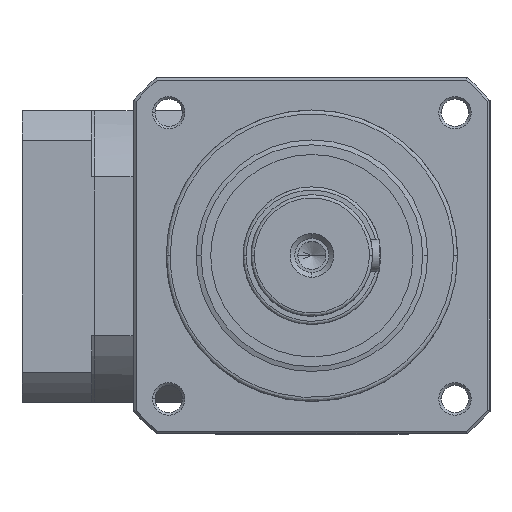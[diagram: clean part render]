
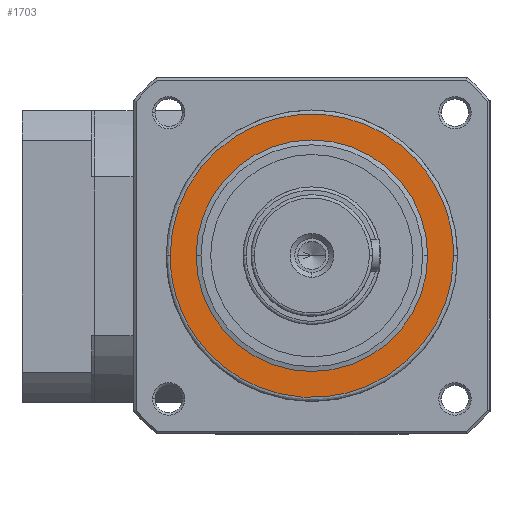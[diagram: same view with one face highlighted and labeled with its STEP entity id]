
A CAD part, top view. The second image highlights one B-rep face of the part: STEP entity #1703.
In plain terms, the highlighted planar face has unit normal (0, 0, 1).
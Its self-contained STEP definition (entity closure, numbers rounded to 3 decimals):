
#500 = EDGE_CURVE ( 'NONE', #11771, #15401, #7390, .T. ) ;
#877 = DIRECTION ( 'NONE',  ( -1., 0., 0. ) ) ;
#1282 = ORIENTED_EDGE ( 'NONE', *, *, #23774, .T. ) ;
#1703 = ADVANCED_FACE ( 'NONE', ( #2249, #18290 ), #6905, .T. ) ;
#2249 = FACE_OUTER_BOUND ( 'NONE', #9124, .T. ) ;
#2716 = CARTESIAN_POINT ( 'NONE',  ( -87.5, 0., 130. ) ) ;
#2985 = EDGE_CURVE ( 'NONE', #15401, #11771, #9558, .T. ) ;
#3530 = CARTESIAN_POINT ( 'NONE',  ( -71.5, 0., 130. ) ) ;
#4662 = DIRECTION ( 'NONE',  ( -1., 0., 0. ) ) ;
#4695 = DIRECTION ( 'NONE',  ( 0., 0., -1. ) ) ;
#4714 = CARTESIAN_POINT ( 'NONE',  ( 0., 0., 130. ) ) ;
#5758 = DIRECTION ( 'NONE',  ( 1., 0., 0. ) ) ;
#5855 = DIRECTION ( 'NONE',  ( 0., 0., 1. ) ) ;
#5967 = CARTESIAN_POINT ( 'NONE',  ( 0., 0., 130. ) ) ;
#6764 = CARTESIAN_POINT ( 'NONE',  ( 87.5, 0., 130. ) ) ;
#6905 = PLANE ( 'NONE',  #18829 ) ;
#6971 = CARTESIAN_POINT ( 'NONE',  ( -87.5, 0., 130. ) ) ;
#6989 = CARTESIAN_POINT ( 'NONE',  ( -87.5, 0., 130. ) ) ;
#7143 = CARTESIAN_POINT ( 'NONE',  ( -87.5, 175., 130. ) ) ;
#7164 = CARTESIAN_POINT ( 'NONE',  ( -87.5, -175., 130. ) ) ;
#7240 = CARTESIAN_POINT ( 'NONE',  ( 87.5, 175., 130. ) ) ;
#7291 = EDGE_LOOP ( 'NONE', ( #16697, #1282 ) ) ;
#7359 = CARTESIAN_POINT ( 'NONE',  ( 87.5, -175., 130. ) ) ;
#7390 =( BOUNDED_CURVE ( )  B_SPLINE_CURVE ( 3, ( #6971, #7143, #7240, #6764 ),
 .UNSPECIFIED., .F., .F. ) 
 B_SPLINE_CURVE_WITH_KNOTS ( ( 4, 4 ),
 ( 0.5, 1. ),
 .UNSPECIFIED. ) 
 CURVE ( )  GEOMETRIC_REPRESENTATION_ITEM ( )  RATIONAL_B_SPLINE_CURVE ( ( 1., 0.333, 0.333, 1. ) ) 
 REPRESENTATION_ITEM ( '' )  );
#7439 = CARTESIAN_POINT ( 'NONE',  ( 87.5, 0., 130. ) ) ;
#7667 = CARTESIAN_POINT ( 'NONE',  ( 71.5, 0., 130. ) ) ;
#8407 = EDGE_CURVE ( 'NONE', #16359, #9448, #20088, .T. ) ;
#9124 = EDGE_LOOP ( 'NONE', ( #21450, #19338 ) ) ;
#9448 = VERTEX_POINT ( 'NONE', #7667 ) ;
#9558 =( BOUNDED_CURVE ( )  B_SPLINE_CURVE ( 3, ( #7439, #7359, #7164, #6989 ),
 .UNSPECIFIED., .F., .F. ) 
 B_SPLINE_CURVE_WITH_KNOTS ( ( 4, 4 ),
 ( 0., 0.5 ),
 .UNSPECIFIED. ) 
 CURVE ( )  GEOMETRIC_REPRESENTATION_ITEM ( )  RATIONAL_B_SPLINE_CURVE ( ( 1., 0.333, 0.333, 1. ) ) 
 REPRESENTATION_ITEM ( '' )  );
#10642 = CARTESIAN_POINT ( 'NONE',  ( 87.5, 0., 130. ) ) ;
#11771 = VERTEX_POINT ( 'NONE', #2716 ) ;
#13446 = DIRECTION ( 'NONE',  ( 0., 0., -1. ) ) ;
#15401 = VERTEX_POINT ( 'NONE', #10642 ) ;
#16359 = VERTEX_POINT ( 'NONE', #3530 ) ;
#16697 = ORIENTED_EDGE ( 'NONE', *, *, #8407, .T. ) ;
#18290 = FACE_BOUND ( 'NONE', #7291, .T. ) ;
#18829 = AXIS2_PLACEMENT_3D ( 'NONE', #5967, #5855, #5758 ) ;
#19338 = ORIENTED_EDGE ( 'NONE', *, *, #500, .F. ) ;
#20084 = AXIS2_PLACEMENT_3D ( 'NONE', #26129, #13446, #877 ) ;
#20088 = CIRCLE ( 'NONE', #26446, 71.5 ) ;
#21450 = ORIENTED_EDGE ( 'NONE', *, *, #2985, .F. ) ;
#23774 = EDGE_CURVE ( 'NONE', #9448, #16359, #26521, .T. ) ;
#26129 = CARTESIAN_POINT ( 'NONE',  ( 0., 0., 130. ) ) ;
#26446 = AXIS2_PLACEMENT_3D ( 'NONE', #4714, #4695, #4662 ) ;
#26521 = CIRCLE ( 'NONE', #20084, 71.5 ) ;
